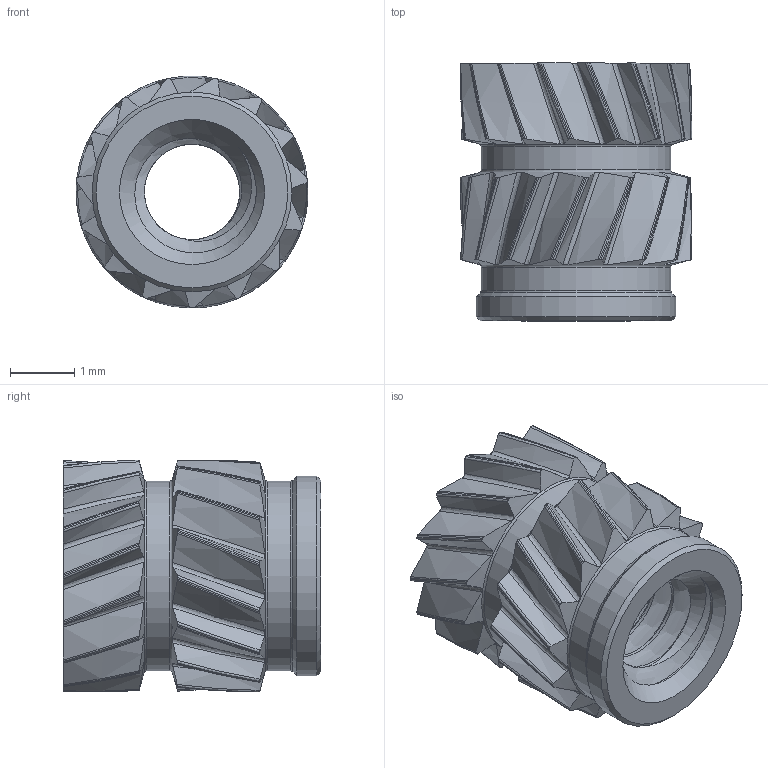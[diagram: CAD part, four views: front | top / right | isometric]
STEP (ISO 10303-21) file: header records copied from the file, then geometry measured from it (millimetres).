
FILE_DESCRIPTION(/* description */ ('STEP AP242','CAx-IF Rec.Pracs.---Representation and Presentation of Product Manufacturing Information (PMI)---4.0---2014-10-13','CAx-IF Rec.Pracs.---3D Tessellated Geometry---0.4---2014-09-14','2;1'),/* implementation_level */ '2;1');
FILE_NAME(/* name */ 'ASM, MAIN, JETSON TRAVEL CASE - THREADED INSERT, HEAT SET, BRASS, M2, 3.6MM DIA, 4.0MM LENGTH, 94459A120',/* time_stamp */ '2025-01-13T23:02:47Z',/* author */ (''),/* organization */ (''),/* preprocessor_version */ 'ST-DEVELOPER v20',/* originating_system */ 'ONSHAPE BY PTC INC, 1.192',/* authorisation */ ' ');
FILE_SCHEMA (('AP242_MANAGED_MODEL_BASED_3D_ENGINEERING_MIM_LF { 1 0 10303 442 1 1 4 }'));
Length unit declared in the file: metre
Products named in the file (1): THREADED INSERT, HEAT SET, BRASS, M2, 3.6MM DIA, 4.0MM LENGTH, 94459A
120
Bounding box: 3.6 x 4 x 3.6 mm (x, y, z)
Volume: 21.8 mm3; surface area: 99.6 mm2
Topology: 1 solids, 1 shells, 201 faces, 637 edges, 438 vertices
Faces by surface type: bspline 152, cylinder 35, cone 8, torus 4, plane 2
Full cylindrical faces by diameter (mm): 2.945 x2, 3.1 x1
Entity records: 11152 total; most frequent: CARTESIAN_POINT 6990, ORIENTED_EDGE 1224, EDGE_CURVE 612, DIRECTION 458, VERTEX_POINT 428, B_SPLINE_CURVE_WITH_KNOTS 259, EDGE_LOOP 216, FACE_BOUND 216
